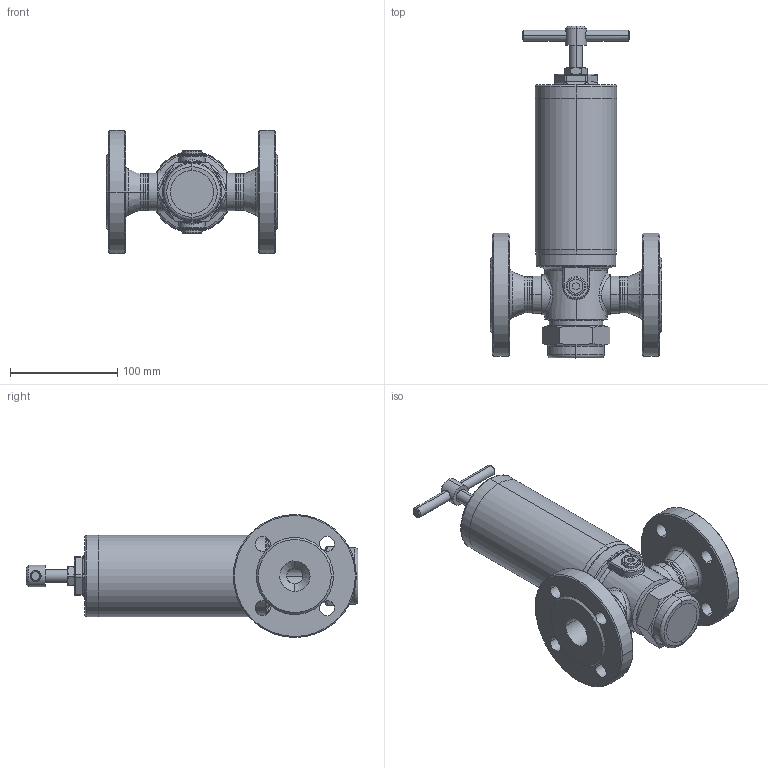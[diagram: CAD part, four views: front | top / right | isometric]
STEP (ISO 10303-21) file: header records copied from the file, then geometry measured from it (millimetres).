
FILE_DESCRIPTION (( 'STEP AP203' ), '1' );
FILE_NAME ('Typ 70-71 BG I.STEP', '2016-12-20T08:22:59', ( 'ugiesmann' ), ( '' ), 'SwSTEP 2.0', 'SolidWorks 2016', '' );
FILE_SCHEMA (( 'CONFIG_CONTROL_DESIGN' ));
Length unit declared in the file: millimetre
Products named in the file (1): Typ 70-71 BG I
Bounding box: 160 x 310.06 x 115 mm (x, y, z)
Volume: 752217.7 mm3; surface area: 212945 mm2
Topology: 10 solids, 10 shells, 525 faces, 1177 edges, 693 vertices
Faces by surface type: cylinder 174, cone 131, plane 102, torus 90, bspline 28
Entity records: 17900 total; most frequent: CARTESIAN_POINT 6121, DIRECTION 2617, ORIENTED_EDGE 2346, EDGE_CURVE 1173, AXIS2_PLACEMENT_3D 1133, VERTEX_POINT 693, CIRCLE 635, EDGE_LOOP 588
